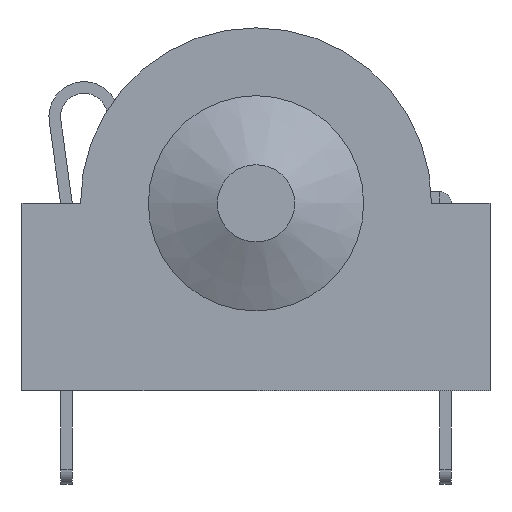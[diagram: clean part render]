
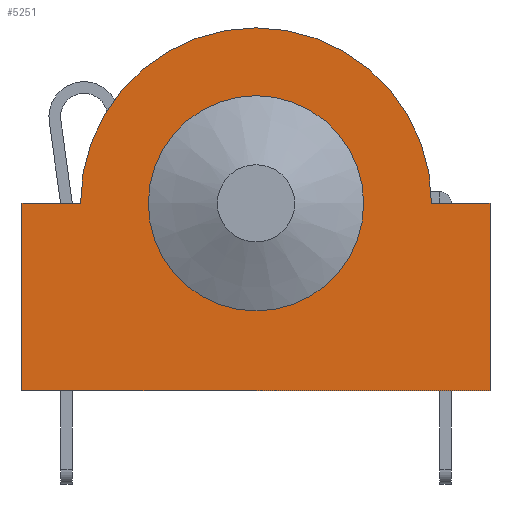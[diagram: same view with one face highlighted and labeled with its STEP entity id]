
A CAD part, front view. The second image highlights one B-rep face of the part: STEP entity #5251.
In plain terms, the highlighted planar face has unit normal (0, -1, 0).
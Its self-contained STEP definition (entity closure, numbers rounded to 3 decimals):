
#51=FACE_BOUND('',#642,.T.);
#111=PLANE('',#5617);
#347=FACE_OUTER_BOUND('',#641,.T.);
#641=EDGE_LOOP('',(#4131,#4132,#4133,#4134,#4135,#4136));
#642=EDGE_LOOP('',(#4137));
#922=CIRCLE('',#5605,7.5);
#927=CIRCLE('',#5615,4.6);
#1138=LINE('',#8476,#1725);
#1265=LINE('',#8772,#1852);
#1342=LINE('',#8934,#1929);
#1358=LINE('',#8987,#1945);
#1359=LINE('',#8988,#1946);
#1725=VECTOR('',#6082,10.);
#1852=VECTOR('',#6323,10.);
#1929=VECTOR('',#6416,10.);
#1945=VECTOR('',#6482,10.);
#1946=VECTOR('',#6483,10.);
#2333=VERTEX_POINT('',#8473);
#2334=VERTEX_POINT('',#8475);
#2445=VERTEX_POINT('',#8769);
#2446=VERTEX_POINT('',#8771);
#2522=VERTEX_POINT('',#8931);
#2523=VERTEX_POINT('',#8933);
#2535=VERTEX_POINT('',#8982);
#2872=EDGE_CURVE('',#2334,#2333,#1138,.T.);
#3022=EDGE_CURVE('',#2445,#2446,#1265,.T.);
#3103=EDGE_CURVE('',#2522,#2523,#1342,.T.);
#3123=EDGE_CURVE('',#2445,#2523,#922,.T.);
#3131=EDGE_CURVE('',#2535,#2535,#927,.T.);
#3132=EDGE_CURVE('',#2334,#2522,#1358,.T.);
#3133=EDGE_CURVE('',#2333,#2446,#1359,.T.);
#4131=ORIENTED_EDGE('',*,*,#3123,.T.);
#4132=ORIENTED_EDGE('',*,*,#3103,.F.);
#4133=ORIENTED_EDGE('',*,*,#3132,.F.);
#4134=ORIENTED_EDGE('',*,*,#2872,.T.);
#4135=ORIENTED_EDGE('',*,*,#3133,.T.);
#4136=ORIENTED_EDGE('',*,*,#3022,.F.);
#4137=ORIENTED_EDGE('',*,*,#3131,.T.);
#5251=ADVANCED_FACE('',(#347,#51),#111,.T.);
#5605=AXIS2_PLACEMENT_3D('',#8967,#6453,#6454);
#5615=AXIS2_PLACEMENT_3D('',#8984,#6476,#6477);
#5617=AXIS2_PLACEMENT_3D('',#8986,#6480,#6481);
#6082=DIRECTION('',(1.,0.,0.));
#6323=DIRECTION('',(1.,0.,0.));
#6416=DIRECTION('',(1.,0.,0.));
#6453=DIRECTION('center_axis',(0.,-1.,0.));
#6454=DIRECTION('ref_axis',(1.,0.,0.));
#6476=DIRECTION('center_axis',(0.,1.,0.));
#6477=DIRECTION('ref_axis',(1.,0.,0.));
#6480=DIRECTION('center_axis',(0.,-1.,0.));
#6481=DIRECTION('ref_axis',(1.,0.,0.));
#6482=DIRECTION('',(0.,0.,1.));
#6483=DIRECTION('',(0.,0.,1.));
#8473=CARTESIAN_POINT('',(10.,-10.5,0.));
#8475=CARTESIAN_POINT('',(-10.,-10.5,0.));
#8476=CARTESIAN_POINT('',(-10.,-10.5,0.));
#8769=CARTESIAN_POINT('',(7.5,-10.5,8.));
#8771=CARTESIAN_POINT('',(10.,-10.5,8.));
#8772=CARTESIAN_POINT('',(-10.,-10.5,8.));
#8931=CARTESIAN_POINT('',(-10.,-10.5,8.));
#8933=CARTESIAN_POINT('',(-7.5,-10.5,8.));
#8934=CARTESIAN_POINT('',(-10.,-10.5,8.));
#8967=CARTESIAN_POINT('Origin',(0.,-10.5,8.));
#8982=CARTESIAN_POINT('',(-4.6,-10.5,8.));
#8984=CARTESIAN_POINT('Origin',(0.,-10.5,8.));
#8986=CARTESIAN_POINT('Origin',(-10.,-10.5,0.));
#8987=CARTESIAN_POINT('',(-10.,-10.5,0.));
#8988=CARTESIAN_POINT('',(10.,-10.5,0.));
